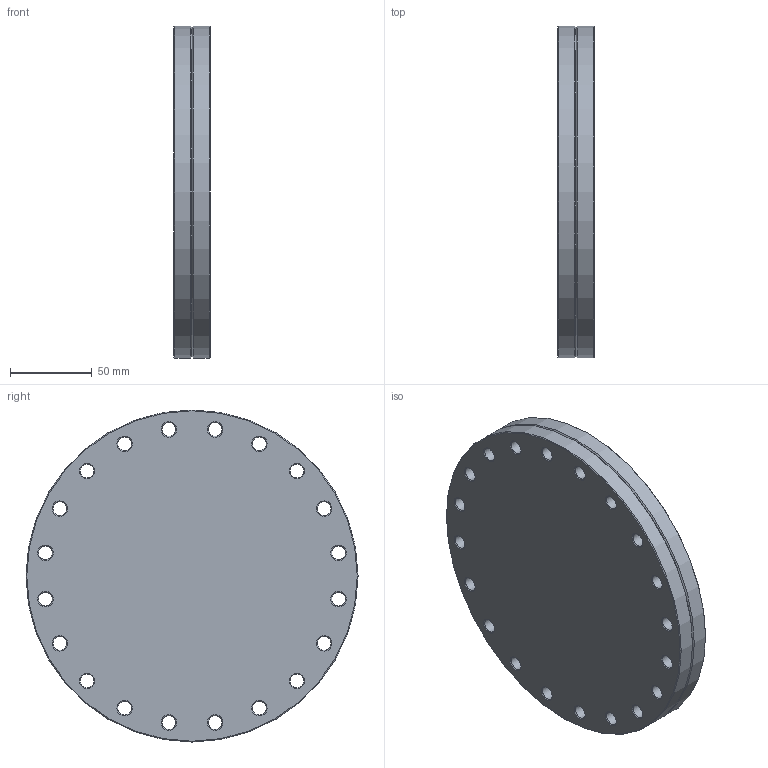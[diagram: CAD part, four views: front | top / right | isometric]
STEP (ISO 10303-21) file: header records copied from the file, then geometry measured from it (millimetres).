
FILE_DESCRIPTION (( 'STEP AP214' ), '1' );
FILE_NAME ('BP1CF160FULLVAC.STEP', '2025-07-09T12:36:43', ( '' ), ( '' ), 'SwSTEP 2.0', 'SolidWorks 2017', '' );
FILE_SCHEMA (( 'AUTOMOTIVE_DESIGN' ));
Length unit declared in the file: millimetre
Products named in the file (1): BP1CF160FULLVAC
Bounding box: 22 x 202.5 x 202.5 mm (x, y, z)
Volume: 653794 mm3; surface area: 88567.7 mm2
Topology: 1 solids, 1 shells, 73 faces, 183 edges, 113 vertices
Faces by surface type: cone 46, cylinder 23, plane 3, torus 1
Full cylindrical faces by diameter (mm): 8.4 x20, 171.4 x1, 202.5 x2
Entity records: 1768 total; most frequent: DIRECTION 332, CARTESIAN_POINT 258, EDGE_LOOP 184, ORIENTED_EDGE 184, AXIS2_PLACEMENT_3D 166, FACE_OUTER_BOUND 97, VERTEX_POINT 92, CIRCLE 92
